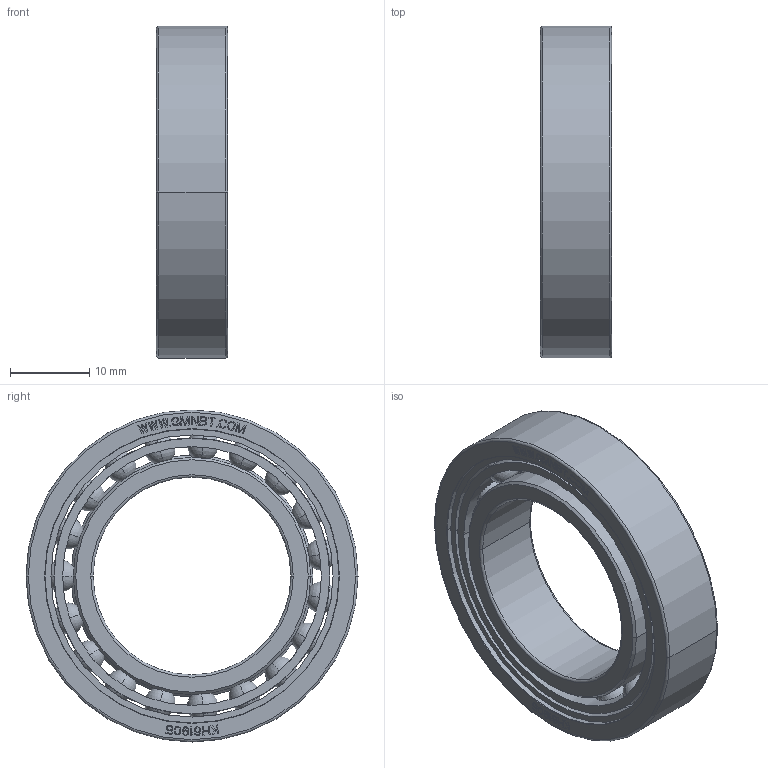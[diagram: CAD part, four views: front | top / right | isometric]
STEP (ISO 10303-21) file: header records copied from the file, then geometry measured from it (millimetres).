
FILE_DESCRIPTION((''),'2;1');
FILE_NAME('KH61905_PRT','2014-11-17T',('sales 4'),(''),'PRO/ENGINEER BY PARAMETRIC TECHNOLOGY CORPORATION, 2013150','PRO/ENGINEER BY PARAMETRIC TECHNOLOGY CORPORATION, 2013150','');
FILE_SCHEMA(('AUTOMOTIVE_DESIGN { 1 0 10303 214 1 1 1 1 }'));
Length unit declared in the file: millimetre
Products named in the file (1): KH61905_PRT
Bounding box: 9.01 x 42 x 42 mm (x, y, z)
Volume: 6032 mm3; surface area: 7377.4 mm2
Topology: 22 solids, 22 shells, 643 faces, 1805 edges, 1156 vertices
Faces by surface type: plane 527, cylinder 56, sphere 38, torus 12, cone 10
Entity records: 29292 total; most frequent: CARTESIAN_POINT 7424, ORIENTED_EDGE 3458, DIRECTION 3045, PRESENTATION_STYLE_ASSIGNMENT 1777, STYLED_ITEM 1751, CURVE_STYLE 1729, EDGE_CURVE 1729, VECTOR 1547
